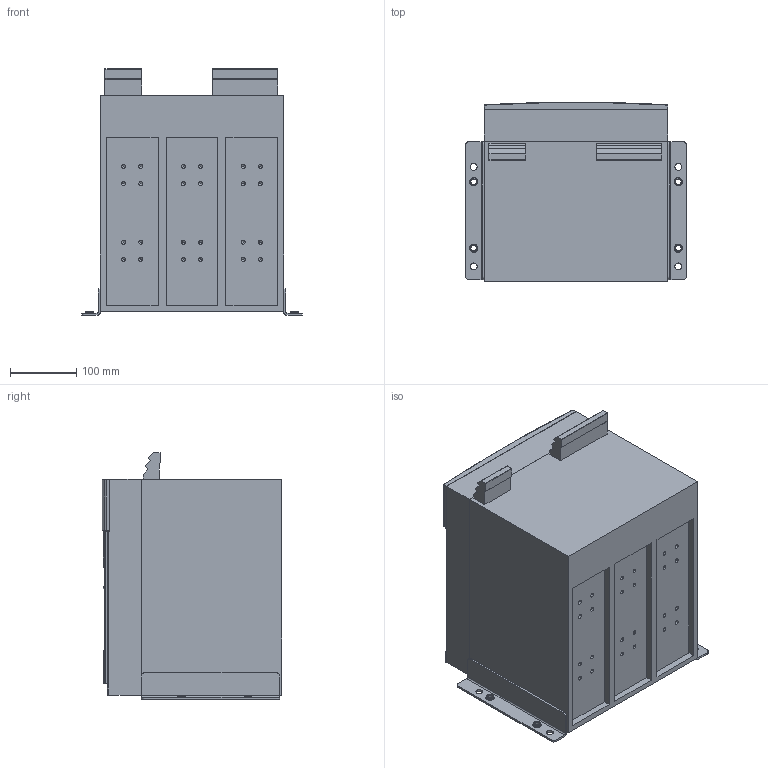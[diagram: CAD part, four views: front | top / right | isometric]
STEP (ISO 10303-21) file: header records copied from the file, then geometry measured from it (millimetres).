
FILE_DESCRIPTION(('CATIA V5 STEP Exchange'),'2;1');
FILE_NAME('1SDH001252R0083_1PA_001_01_E2.2_III_F.stp','2014-03-06T08:17:50+00:00',('none'),('none'),'CATIA Version 5 Release 20 SP 5 (IN-10)','CATIA V5 STEP AP214','none');
FILE_SCHEMA(('AUTOMOTIVE_DESIGN { 1 0 10303 214 1 1 1 1 }'));
Length unit declared in the file: millimetre
Products named in the file (1): 1SDH001252R0083_1PA_001_01_E2.2_III_F
Bounding box: 332 x 269.57 x 371 mm (x, y, z)
Volume: 19438351.7 mm3; surface area: 912484.1 mm2
Topology: 15 solids, 15 shells, 620 faces, 1533 edges, 929 vertices
Faces by surface type: cylinder 228, plane 208, torus 61, cone 56, bspline 46, extrusion 18, revolution 3
Entity records: 20435 total; most frequent: CARTESIAN_POINT 6981, ORIENTED_EDGE 2962, DIRECTION 2172, EDGE_CURVE 1481, AXIS2_PLACEMENT_3D 959, VERTEX_POINT 929, VECTOR 776, LINE 758
